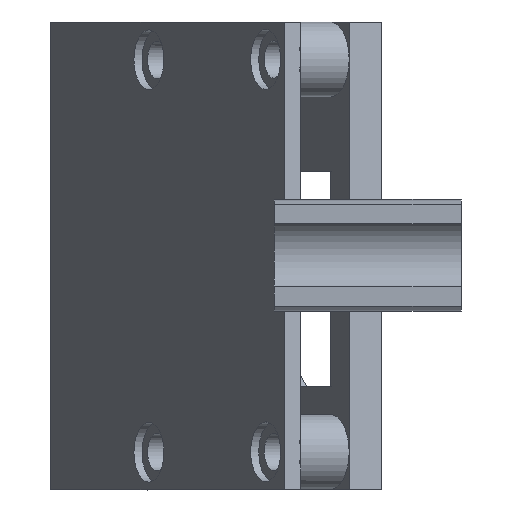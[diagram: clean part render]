
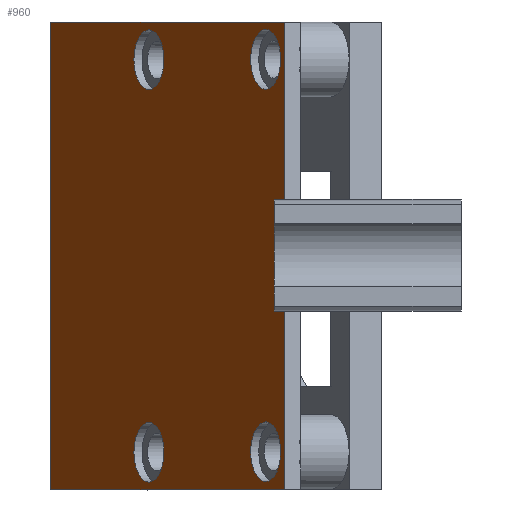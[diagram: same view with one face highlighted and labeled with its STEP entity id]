
A CAD part, top view. The second image highlights one B-rep face of the part: STEP entity #960.
In plain terms, the highlighted face is planar.
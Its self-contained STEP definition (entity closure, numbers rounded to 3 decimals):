
#46=FACE_BOUND('',#239,.T.);
#47=FACE_BOUND('',#240,.T.);
#48=FACE_BOUND('',#241,.T.);
#49=FACE_BOUND('',#242,.T.);
#82=CIRCLE('',#1031,1.6);
#85=CIRCLE('',#1036,1.6);
#88=CIRCLE('',#1041,1.6);
#91=CIRCLE('',#1046,1.6);
#164=FACE_OUTER_BOUND('',#238,.T.);
#238=EDGE_LOOP('',(#861,#862,#863,#864));
#239=EDGE_LOOP('',(#865));
#240=EDGE_LOOP('',(#866));
#241=EDGE_LOOP('',(#867));
#242=EDGE_LOOP('',(#868));
#320=LINE('',#1627,#404);
#322=LINE('',#1631,#406);
#324=LINE('',#1635,#408);
#326=LINE('',#1638,#410);
#404=VECTOR('',#1357,10.);
#406=VECTOR('',#1361,10.);
#408=VECTOR('',#1365,10.);
#410=VECTOR('',#1369,10.);
#455=VERTEX_POINT('',#1519);
#458=VERTEX_POINT('',#1528);
#461=VERTEX_POINT('',#1537);
#464=VERTEX_POINT('',#1546);
#487=VERTEX_POINT('',#1624);
#488=VERTEX_POINT('',#1626);
#489=VERTEX_POINT('',#1630);
#490=VERTEX_POINT('',#1634);
#559=EDGE_CURVE('',#455,#455,#82,.T.);
#563=EDGE_CURVE('',#458,#458,#85,.T.);
#567=EDGE_CURVE('',#461,#461,#88,.T.);
#571=EDGE_CURVE('',#464,#464,#91,.T.);
#610=EDGE_CURVE('',#488,#487,#320,.T.);
#612=EDGE_CURVE('',#489,#488,#322,.T.);
#614=EDGE_CURVE('',#490,#489,#324,.T.);
#616=EDGE_CURVE('',#487,#490,#326,.T.);
#861=ORIENTED_EDGE('',*,*,#616,.T.);
#862=ORIENTED_EDGE('',*,*,#614,.T.);
#863=ORIENTED_EDGE('',*,*,#612,.T.);
#864=ORIENTED_EDGE('',*,*,#610,.T.);
#865=ORIENTED_EDGE('',*,*,#559,.T.);
#866=ORIENTED_EDGE('',*,*,#563,.T.);
#867=ORIENTED_EDGE('',*,*,#567,.T.);
#868=ORIENTED_EDGE('',*,*,#571,.T.);
#905=PLANE('',#1085);
#960=ADVANCED_FACE('',(#164,#46,#47,#48,#49),#905,.T.);
#1031=AXIS2_PLACEMENT_3D('',#1520,#1232,#1233);
#1036=AXIS2_PLACEMENT_3D('',#1529,#1243,#1244);
#1041=AXIS2_PLACEMENT_3D('',#1538,#1254,#1255);
#1046=AXIS2_PLACEMENT_3D('',#1547,#1265,#1266);
#1085=AXIS2_PLACEMENT_3D('',#1639,#1370,#1371);
#1232=DIRECTION('center_axis',(0.,0.,-1.));
#1233=DIRECTION('ref_axis',(-1.,0.,0.));
#1243=DIRECTION('center_axis',(0.,0.,-1.));
#1244=DIRECTION('ref_axis',(-1.,0.,0.));
#1254=DIRECTION('center_axis',(0.,0.,-1.));
#1255=DIRECTION('ref_axis',(-1.,0.,0.));
#1265=DIRECTION('center_axis',(0.,0.,-1.));
#1266=DIRECTION('ref_axis',(-1.,0.,0.));
#1357=DIRECTION('',(0.,-1.,0.));
#1361=DIRECTION('',(-1.,0.,0.));
#1365=DIRECTION('',(0.,1.,0.));
#1369=DIRECTION('',(1.,0.,0.));
#1370=DIRECTION('center_axis',(0.,0.,1.));
#1371=DIRECTION('ref_axis',(1.,0.,0.));
#1519=CARTESIAN_POINT('',(12.1,10.5,1.));
#1520=CARTESIAN_POINT('Origin',(10.5,10.5,1.));
#1528=CARTESIAN_POINT('',(-8.9,-2.,1.));
#1529=CARTESIAN_POINT('Origin',(-10.5,-2.,1.));
#1537=CARTESIAN_POINT('',(-8.9,10.5,1.));
#1538=CARTESIAN_POINT('Origin',(-10.5,10.5,1.));
#1546=CARTESIAN_POINT('',(12.1,-2.,1.));
#1547=CARTESIAN_POINT('Origin',(10.5,-2.,1.));
#1624=CARTESIAN_POINT('',(-12.5,-12.5,1.));
#1626=CARTESIAN_POINT('',(-12.5,12.5,1.));
#1627=CARTESIAN_POINT('',(-12.5,-12.5,1.));
#1630=CARTESIAN_POINT('',(12.5,12.5,1.));
#1631=CARTESIAN_POINT('',(-12.5,12.5,1.));
#1634=CARTESIAN_POINT('',(12.5,-12.5,1.));
#1635=CARTESIAN_POINT('',(12.5,12.5,1.));
#1638=CARTESIAN_POINT('',(12.5,-12.5,1.));
#1639=CARTESIAN_POINT('Origin',(0.,0.,1.));
